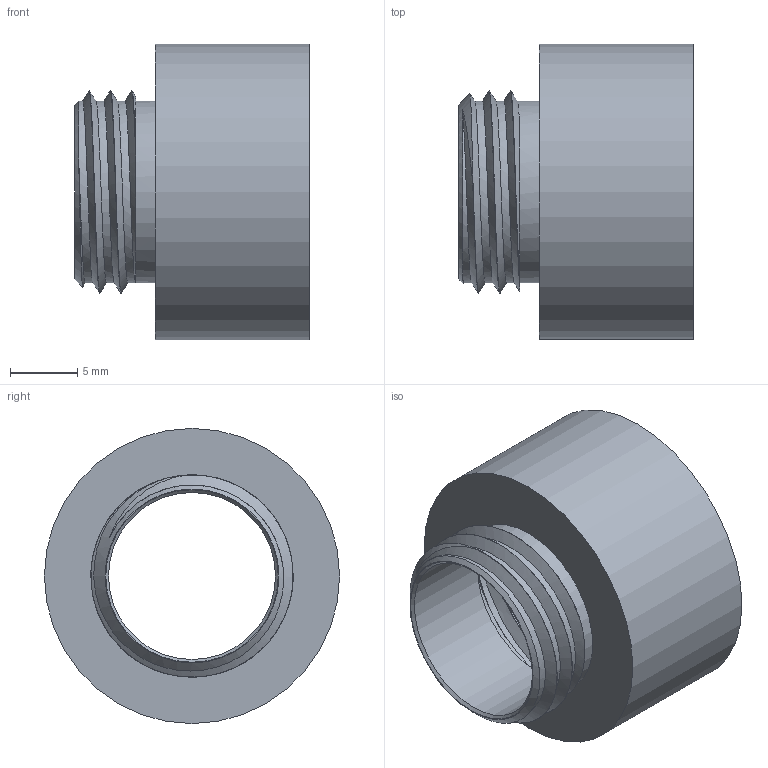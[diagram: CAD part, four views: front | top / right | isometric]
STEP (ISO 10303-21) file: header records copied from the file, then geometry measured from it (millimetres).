
FILE_DESCRIPTION(/* description */ ('Erweiterungen rund PG 9 / PG 13,5'),/* implementation_level */ '2;1');
FILE_NAME(/* name */ '62060913-RST.stp',/* time_stamp */ '2021-08-11T14:57:37+02:00',/* author */ ('sl'),/* organization */ (''),/* preprocessor_version */ 'ST-DEVELOPER v16.5',/* originating_system */ 'Autodesk Inventor 2017',/* authorisation */ '');
FILE_SCHEMA (('AUTOMOTIVE_DESIGN { 1 0 10303 214 3 1 1 }'));
Length unit declared in the file: millimetre
Products named in the file (1): 62060913
Bounding box: 17.5 x 22 x 22 mm (x, y, z)
Volume: 1191.8 mm3; surface area: 2796 mm2
Topology: 1 solids, 1 shells, 26 faces, 65 edges, 43 vertices
Faces by surface type: cylinder 13, plane 6, bspline 4, cone 3
Full cylindrical faces by diameter (mm): 12.45 x1, 13.56 x2, 18.88 x5, 22 x1
Entity records: 1991 total; most frequent: CARTESIAN_POINT 1596, ORIENTED_EDGE 66, DIRECTION 66, EDGE_CURVE 33, AXIS2_PLACEMENT_3D 33, EDGE_LOOP 30, VERTEX_POINT 25, FACE_OUTER_BOUND 19
